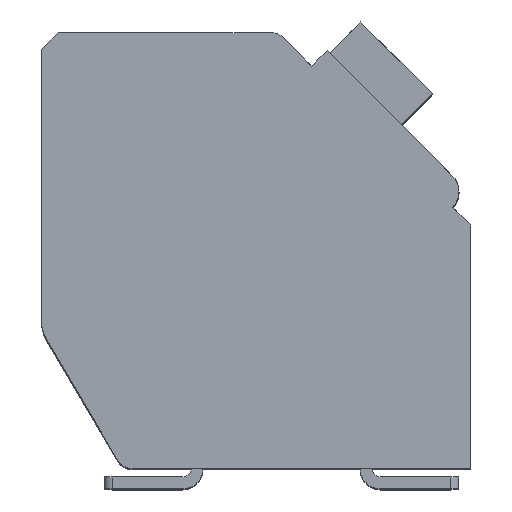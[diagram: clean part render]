
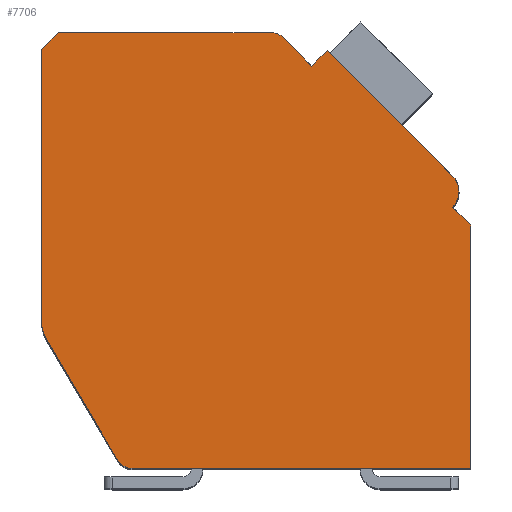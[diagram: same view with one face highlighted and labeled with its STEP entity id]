
A CAD part, top view. The second image highlights one B-rep face of the part: STEP entity #7706.
In plain terms, the highlighted planar face has unit normal (0, 0, 1).
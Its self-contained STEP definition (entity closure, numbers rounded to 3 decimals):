
#199=DIRECTION('',(0.,-1.,0.));
#200=VECTOR('',#199,8.053);
#201=CARTESIAN_POINT('',(-12.7,12.4,2.1));
#202=LINE('',#201,#200);
#203=DIRECTION('',(-0.707,-0.707,0.));
#204=VECTOR('',#203,0.707);
#205=CARTESIAN_POINT('',(-12.2,12.9,2.1));
#206=LINE('',#205,#204);
#207=DIRECTION('',(-1.,0.,0.));
#208=VECTOR('',#207,6.298);
#209=CARTESIAN_POINT('',(-5.902,12.9,2.1));
#210=LINE('',#209,#208);
#211=CARTESIAN_POINT('',(-5.902,12.4,2.1));
#212=DIRECTION('',(0.,0.,1.));
#213=DIRECTION('',(0.707,0.707,0.));
#214=AXIS2_PLACEMENT_3D('',#211,#212,#213);
#216=DIRECTION('',(-0.707,0.707,0.));
#217=VECTOR('',#216,1.197);
#218=CARTESIAN_POINT('',(-4.702,11.907,2.1));
#219=LINE('',#218,#217);
#220=DIRECTION('',(-0.707,-0.707,0.));
#221=VECTOR('',#220,0.65);
#222=CARTESIAN_POINT('',(-4.243,12.367,2.1));
#223=LINE('',#222,#221);
#224=DIRECTION('',(-0.707,0.707,0.));
#225=VECTOR('',#224,5.25);
#226=CARTESIAN_POINT('',(-0.53,8.655,2.1));
#227=LINE('',#226,#225);
#228=CARTESIAN_POINT('',(-0.99,8.195,2.1));
#229=DIRECTION('',(0.,0.,1.));
#230=DIRECTION('',(0.707,-0.707,0.));
#231=AXIS2_PLACEMENT_3D('',#228,#229,#230);
#233=DIRECTION('',(-0.707,0.707,0.));
#234=VECTOR('',#233,0.75);
#235=CARTESIAN_POINT('',(0.,7.205,2.1));
#236=LINE('',#235,#234);
#237=DIRECTION('',(0.,1.,0.));
#238=VECTOR('',#237,7.205);
#239=CARTESIAN_POINT('',(0.,0.,2.1));
#240=LINE('',#239,#238);
#241=DIRECTION('',(1.,0.,0.));
#242=VECTOR('',#241,10.014);
#243=CARTESIAN_POINT('',(-10.014,0.,2.1));
#244=LINE('',#243,#242);
#245=CARTESIAN_POINT('',(-10.014,0.5,2.1));
#246=DIRECTION('',(0.,0.,1.));
#247=DIRECTION('',(-0.862,-0.508,0.));
#248=AXIS2_PLACEMENT_3D('',#245,#246,#247);
#250=DIRECTION('',(0.508,-0.862,0.));
#251=VECTOR('',#250,4.17);
#252=CARTESIAN_POINT('',(-12.562,3.839,2.1));
#253=LINE('',#252,#251);
#254=CARTESIAN_POINT('',(-11.7,4.347,2.1));
#255=DIRECTION('',(0.,0.,1.));
#256=DIRECTION('',(-1.,0.,0.));
#257=AXIS2_PLACEMENT_3D('',#254,#255,#256);
#5770=CARTESIAN_POINT('',(-12.7,12.4,2.1));
#5771=CARTESIAN_POINT('',(-12.7,4.347,2.1));
#5772=VERTEX_POINT('',#5770);
#5773=VERTEX_POINT('',#5771);
#5774=CARTESIAN_POINT('',(-12.562,3.839,2.1));
#5775=VERTEX_POINT('',#5774);
#5776=CARTESIAN_POINT('',(-10.445,0.246,2.1));
#5777=VERTEX_POINT('',#5776);
#5778=CARTESIAN_POINT('',(-10.014,0.,2.1));
#5779=VERTEX_POINT('',#5778);
#5780=CARTESIAN_POINT('',(0.,0.,2.1));
#5781=VERTEX_POINT('',#5780);
#5782=CARTESIAN_POINT('',(0.,7.205,2.1));
#5783=VERTEX_POINT('',#5782);
#5784=CARTESIAN_POINT('',(-0.53,7.735,2.1));
#5785=VERTEX_POINT('',#5784);
#5786=CARTESIAN_POINT('',(-0.53,8.655,2.1));
#5787=VERTEX_POINT('',#5786);
#5788=CARTESIAN_POINT('',(-4.243,12.367,2.1));
#5789=VERTEX_POINT('',#5788);
#5790=CARTESIAN_POINT('',(-4.702,11.907,2.1));
#5791=VERTEX_POINT('',#5790);
#5792=CARTESIAN_POINT('',(-5.548,12.754,2.1));
#5793=VERTEX_POINT('',#5792);
#5794=CARTESIAN_POINT('',(-5.902,12.9,2.1));
#5795=VERTEX_POINT('',#5794);
#5796=CARTESIAN_POINT('',(-12.2,12.9,2.1));
#5797=VERTEX_POINT('',#5796);
#7673=CARTESIAN_POINT('',(0.,0.,2.1));
#7674=DIRECTION('',(0.,0.,1.));
#7675=DIRECTION('',(1.,0.,0.));
#7676=AXIS2_PLACEMENT_3D('',#7673,#7674,#7675);
#7677=PLANE('',#7676);
#7678=ORIENTED_EDGE('',*,*,#7518,.F.);
#7680=ORIENTED_EDGE('',*,*,#7679,.F.);
#7682=ORIENTED_EDGE('',*,*,#7681,.F.);
#7684=ORIENTED_EDGE('',*,*,#7683,.F.);
#7686=ORIENTED_EDGE('',*,*,#7685,.F.);
#7688=ORIENTED_EDGE('',*,*,#7687,.F.);
#7690=ORIENTED_EDGE('',*,*,#7689,.F.);
#7692=ORIENTED_EDGE('',*,*,#7691,.F.);
#7694=ORIENTED_EDGE('',*,*,#7693,.F.);
#7696=ORIENTED_EDGE('',*,*,#7695,.F.);
#7698=ORIENTED_EDGE('',*,*,#7697,.F.);
#7700=ORIENTED_EDGE('',*,*,#7699,.F.);
#7702=ORIENTED_EDGE('',*,*,#7701,.F.);
#7703=ORIENTED_EDGE('',*,*,#7591,.F.);
#7704=EDGE_LOOP('',(#7678,#7680,#7682,#7684,#7686,#7688,#7690,#7692,#7694,#7696,
#7698,#7700,#7702,#7703));
#7705=FACE_OUTER_BOUND('',#7704,.F.);
#215=CIRCLE('',#214,0.5);
#232=CIRCLE('',#231,0.65);
#249=CIRCLE('',#248,0.5);
#258=CIRCLE('',#257,1.);
#7518=EDGE_CURVE('',#5772,#5773,#202,.T.);
#7591=EDGE_CURVE('',#5773,#5775,#258,.T.);
#7679=EDGE_CURVE('',#5797,#5772,#206,.T.);
#7681=EDGE_CURVE('',#5795,#5797,#210,.T.);
#7683=EDGE_CURVE('',#5793,#5795,#215,.T.);
#7685=EDGE_CURVE('',#5791,#5793,#219,.T.);
#7687=EDGE_CURVE('',#5789,#5791,#223,.T.);
#7689=EDGE_CURVE('',#5787,#5789,#227,.T.);
#7691=EDGE_CURVE('',#5785,#5787,#232,.T.);
#7693=EDGE_CURVE('',#5783,#5785,#236,.T.);
#7695=EDGE_CURVE('',#5781,#5783,#240,.T.);
#7697=EDGE_CURVE('',#5779,#5781,#244,.T.);
#7699=EDGE_CURVE('',#5777,#5779,#249,.T.);
#7701=EDGE_CURVE('',#5775,#5777,#253,.T.);
#7706=ADVANCED_FACE('',(#7705),#7677,.T.);
